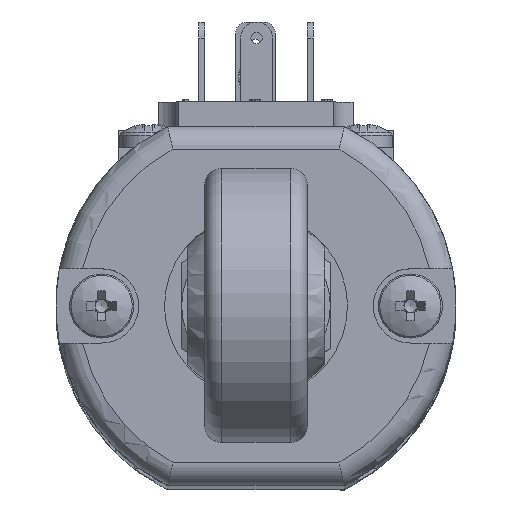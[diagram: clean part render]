
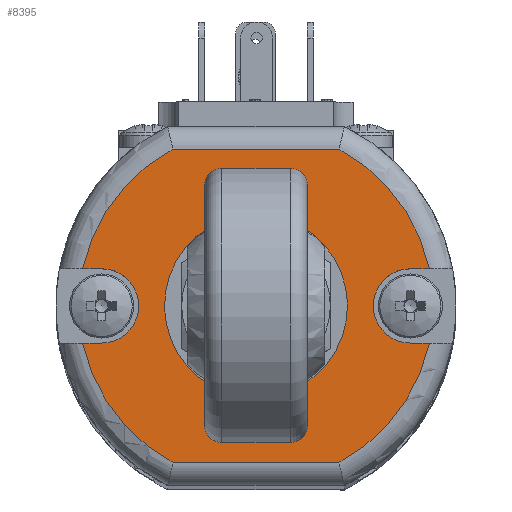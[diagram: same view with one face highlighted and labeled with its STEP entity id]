
A CAD part, top view. The second image highlights one B-rep face of the part: STEP entity #8395.
In plain terms, the highlighted planar face has unit normal (0, 0, 1).
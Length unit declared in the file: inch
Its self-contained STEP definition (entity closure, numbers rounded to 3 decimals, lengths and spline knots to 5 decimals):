
#293 = DIRECTION ( 'NONE',  ( 0., 0., 1. ) ) ;
#1392 = DIRECTION ( 'NONE',  ( 1., 0., 0. ) ) ;
#1643 = EDGE_LOOP ( 'NONE', ( #41361, #14505, #7649, #32253, #26566, #61399, #26298, #25226, #34702, #29852, #41378, #7427 ) ) ;
#1704 = FACE_BOUND ( 'NONE', #47710, .T. ) ;
#2501 = AXIS2_PLACEMENT_3D ( 'NONE', #28919, #39878, #49918 ) ;
#2716 = DIRECTION ( 'NONE',  ( 1., 0., 0. ) ) ;
#3485 = LINE ( 'NONE', #22415, #18087 ) ;
#4807 = CIRCLE ( 'NONE', #38659, 0.61024 ) ;
#5910 = DIRECTION ( 'NONE',  ( 0., 0., 1. ) ) ;
#6802 = CIRCLE ( 'NONE', #17122, 0.25591 ) ;
#6855 = LINE ( 'NONE', #40639, #36173 ) ;
#6877 = CARTESIAN_POINT ( 'NONE',  ( 0.28543, -0.53937, 8.0315 ) ) ;
#7427 = ORIENTED_EDGE ( 'NONE', *, *, #47574, .T. ) ;
#7635 = CIRCLE ( 'NONE', #2501, 0.61024 ) ;
#7649 = ORIENTED_EDGE ( 'NONE', *, *, #59765, .F. ) ;
#8220 = DIRECTION ( 'NONE',  ( -1., 0., 0. ) ) ;
#8395 = ADVANCED_FACE ( 'NONE', ( #20680, #1704 ), #10424, .F. ) ;
#10045 = CARTESIAN_POINT ( 'NONE',  ( 0.59667, -0.12795, 8.0315 ) ) ;
#10424 = PLANE ( 'NONE',  #54990 ) ;
#10936 = DIRECTION ( 'NONE',  ( -1., 0., 0. ) ) ;
#11443 = VECTOR ( 'NONE', #36967, 39.37008 ) ;
#11811 = VERTEX_POINT ( 'NONE', #29102 ) ;
#12401 = AXIS2_PLACEMENT_3D ( 'NONE', #32623, #47442, #2716 ) ;
#12444 = LINE ( 'NONE', #31730, #42754 ) ;
#13254 = EDGE_CURVE ( 'NONE', #42549, #60205, #6855, .T. ) ;
#13900 = DIRECTION ( 'NONE',  ( -1., 0., 0. ) ) ;
#14157 = CARTESIAN_POINT ( 'NONE',  ( 0.5315, 0., 8.0315 ) ) ;
#14365 = CARTESIAN_POINT ( 'NONE',  ( 0.28543, 0.53937, 8.0315 ) ) ;
#14505 = ORIENTED_EDGE ( 'NONE', *, *, #13254, .F. ) ;
#15317 = ORIENTED_EDGE ( 'NONE', *, *, #22541, .F. ) ;
#15468 = DIRECTION ( 'NONE',  ( -1., 0., 0. ) ) ;
#16707 = VERTEX_POINT ( 'NONE', #32983 ) ;
#17122 = AXIS2_PLACEMENT_3D ( 'NONE', #44847, #5910, #24217 ) ;
#17183 = DIRECTION ( 'NONE',  ( -1., 0., 0. ) ) ;
#17687 = DIRECTION ( 'NONE',  ( 1., 0., 0. ) ) ;
#18087 = VECTOR ( 'NONE', #17687, 39.37008 ) ;
#18487 = CARTESIAN_POINT ( 'NONE',  ( 0.59667, 0.12795, 8.0315 ) ) ;
#19455 = CARTESIAN_POINT ( 'NONE',  ( -0.59667, 0.12795, 8.0315 ) ) ;
#20680 = FACE_OUTER_BOUND ( 'NONE', #1643, .T. ) ;
#21502 = LINE ( 'NONE', #22131, #11443 ) ;
#21815 = EDGE_CURVE ( 'NONE', #11811, #48503, #60240, .T. ) ;
#22131 = CARTESIAN_POINT ( 'NONE',  ( -0.76257, -0.12795, 8.0315 ) ) ;
#22415 = CARTESIAN_POINT ( 'NONE',  ( 0., -0.53937, 8.0315 ) ) ;
#22541 = EDGE_CURVE ( 'NONE', #30584, #30584, #6802, .T. ) ;
#23793 = VERTEX_POINT ( 'NONE', #18487 ) ;
#24217 = DIRECTION ( 'NONE',  ( 1., 0., 0. ) ) ;
#25226 = ORIENTED_EDGE ( 'NONE', *, *, #21815, .F. ) ;
#25733 = CARTESIAN_POINT ( 'NONE',  ( -0.5315, 0.12795, 8.0315 ) ) ;
#26298 = ORIENTED_EDGE ( 'NONE', *, *, #43641, .T. ) ;
#26566 = ORIENTED_EDGE ( 'NONE', *, *, #60337, .T. ) ;
#27348 = VERTEX_POINT ( 'NONE', #60497 ) ;
#27703 = CARTESIAN_POINT ( 'NONE',  ( 0., 0., 8.0315 ) ) ;
#28453 = DIRECTION ( 'NONE',  ( 0., 0., 1. ) ) ;
#28919 = CARTESIAN_POINT ( 'NONE',  ( 0., 0., 8.0315 ) ) ;
#29102 = CARTESIAN_POINT ( 'NONE',  ( -0.5315, 0.12795, 8.0315 ) ) ;
#29852 = ORIENTED_EDGE ( 'NONE', *, *, #32716, .F. ) ;
#30584 = VERTEX_POINT ( 'NONE', #39611 ) ;
#31060 = VERTEX_POINT ( 'NONE', #52682 ) ;
#31730 = CARTESIAN_POINT ( 'NONE',  ( 0., 0.53937, 8.0315 ) ) ;
#32253 = ORIENTED_EDGE ( 'NONE', *, *, #45488, .F. ) ;
#32623 = CARTESIAN_POINT ( 'NONE',  ( -0.5315, 0., 8.0315 ) ) ;
#32716 = EDGE_CURVE ( 'NONE', #31060, #16707, #21502, .T. ) ;
#32983 = CARTESIAN_POINT ( 'NONE',  ( -0.5315, -0.12795, 8.0315 ) ) ;
#34046 = DIRECTION ( 'NONE',  ( -1., 0., 0. ) ) ;
#34702 = ORIENTED_EDGE ( 'NONE', *, *, #57482, .F. ) ;
#36173 = VECTOR ( 'NONE', #1392, 39.37008 ) ;
#36967 = DIRECTION ( 'NONE',  ( 1., 0., 0. ) ) ;
#37673 = CIRCLE ( 'NONE', #41744, 0.61024 ) ;
#38659 = AXIS2_PLACEMENT_3D ( 'NONE', #47485, #62358, #47795 ) ;
#39611 = CARTESIAN_POINT ( 'NONE',  ( 0.25591, 0., 8.0315 ) ) ;
#39878 = DIRECTION ( 'NONE',  ( 0., 0., 1. ) ) ;
#39894 = CARTESIAN_POINT ( 'NONE',  ( 0., 0., 8.0315 ) ) ;
#40639 = CARTESIAN_POINT ( 'NONE',  ( 0.76257, -0.12795, 8.0315 ) ) ;
#41361 = ORIENTED_EDGE ( 'NONE', *, *, #51356, .T. ) ;
#41378 = ORIENTED_EDGE ( 'NONE', *, *, #51321, .T. ) ;
#41744 = AXIS2_PLACEMENT_3D ( 'NONE', #62665, #28453, #8220 ) ;
#42549 = VERTEX_POINT ( 'NONE', #45666 ) ;
#42754 = VECTOR ( 'NONE', #45912, 39.37008 ) ;
#43641 = EDGE_CURVE ( 'NONE', #27348, #48503, #55405, .T. ) ;
#44425 = AXIS2_PLACEMENT_3D ( 'NONE', #14157, #293, #34046 ) ;
#44847 = CARTESIAN_POINT ( 'NONE',  ( 0., 0., 8.0315 ) ) ;
#45362 = DIRECTION ( 'NONE',  ( 0., 0., 1. ) ) ;
#45488 = EDGE_CURVE ( 'NONE', #23793, #61247, #57998, .T. ) ;
#45666 = CARTESIAN_POINT ( 'NONE',  ( 0.5315, -0.12795, 8.0315 ) ) ;
#45912 = DIRECTION ( 'NONE',  ( -1., 0., 0. ) ) ;
#46520 = CIRCLE ( 'NONE', #44425, 0.12795 ) ;
#46646 = CARTESIAN_POINT ( 'NONE',  ( -0.28543, -0.53937, 8.0315 ) ) ;
#47442 = DIRECTION ( 'NONE',  ( 0., 0., 1. ) ) ;
#47485 = CARTESIAN_POINT ( 'NONE',  ( 0., 0., 8.0315 ) ) ;
#47574 = EDGE_CURVE ( 'NONE', #48941, #50684, #3485, .T. ) ;
#47710 = EDGE_LOOP ( 'NONE', ( #15317 ) ) ;
#47795 = DIRECTION ( 'NONE',  ( -1., 0., 0. ) ) ;
#48503 = VERTEX_POINT ( 'NONE', #19455 ) ;
#48941 = VERTEX_POINT ( 'NONE', #46646 ) ;
#49894 = VERTEX_POINT ( 'NONE', #14365 ) ;
#49918 = DIRECTION ( 'NONE',  ( -1., 0., 0. ) ) ;
#50684 = VERTEX_POINT ( 'NONE', #6877 ) ;
#51266 = AXIS2_PLACEMENT_3D ( 'NONE', #39894, #45362, #15468 ) ;
#51281 = EDGE_CURVE ( 'NONE', #49894, #27348, #12444, .T. ) ;
#51321 = EDGE_CURVE ( 'NONE', #31060, #48941, #37673, .T. ) ;
#51356 = EDGE_CURVE ( 'NONE', #50684, #60205, #4807, .T. ) ;
#52682 = CARTESIAN_POINT ( 'NONE',  ( -0.59667, -0.12795, 8.0315 ) ) ;
#53555 = CIRCLE ( 'NONE', #12401, 0.12795 ) ;
#54990 = AXIS2_PLACEMENT_3D ( 'NONE', #27703, #61280, #17183 ) ;
#55405 = CIRCLE ( 'NONE', #51266, 0.61024 ) ;
#55890 = VECTOR ( 'NONE', #13900, 39.37008 ) ;
#57482 = EDGE_CURVE ( 'NONE', #16707, #11811, #53555, .T. ) ;
#57998 = LINE ( 'NONE', #61607, #55890 ) ;
#59765 = EDGE_CURVE ( 'NONE', #61247, #42549, #46520, .T. ) ;
#60205 = VERTEX_POINT ( 'NONE', #10045 ) ;
#60240 = LINE ( 'NONE', #25733, #63594 ) ;
#60337 = EDGE_CURVE ( 'NONE', #23793, #49894, #7635, .T. ) ;
#60497 = CARTESIAN_POINT ( 'NONE',  ( -0.28543, 0.53937, 8.0315 ) ) ;
#61247 = VERTEX_POINT ( 'NONE', #62830 ) ;
#61280 = DIRECTION ( 'NONE',  ( 0., 0., -1. ) ) ;
#61399 = ORIENTED_EDGE ( 'NONE', *, *, #51281, .T. ) ;
#61607 = CARTESIAN_POINT ( 'NONE',  ( 0.5315, 0.12795, 8.0315 ) ) ;
#62358 = DIRECTION ( 'NONE',  ( 0., 0., 1. ) ) ;
#62665 = CARTESIAN_POINT ( 'NONE',  ( 0., 0., 8.0315 ) ) ;
#62830 = CARTESIAN_POINT ( 'NONE',  ( 0.5315, 0.12795, 8.0315 ) ) ;
#63594 = VECTOR ( 'NONE', #10936, 39.37008 ) ;
